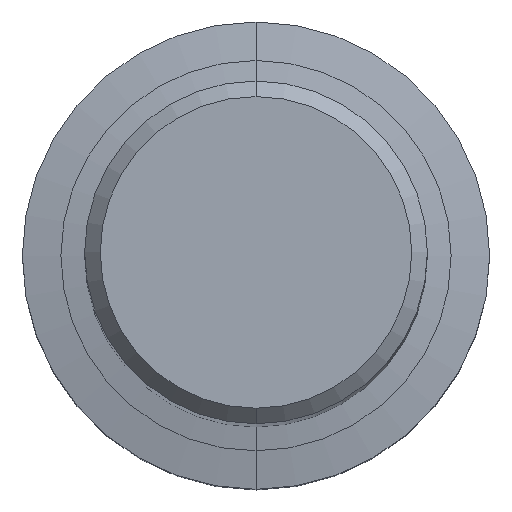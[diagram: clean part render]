
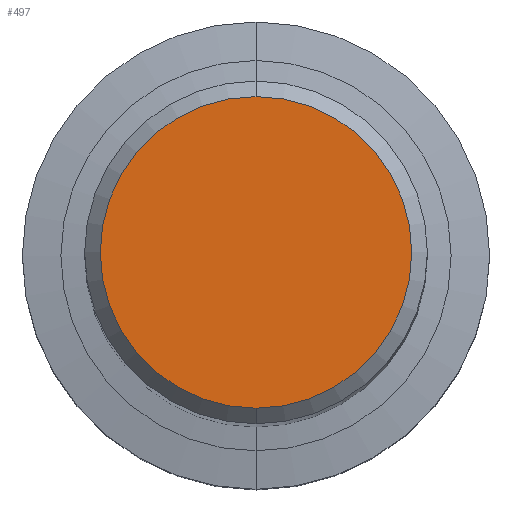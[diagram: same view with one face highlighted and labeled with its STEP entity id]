
A CAD part, top view. The second image highlights one B-rep face of the part: STEP entity #497.
In plain terms, the highlighted planar face has unit normal (0, 0, 1).
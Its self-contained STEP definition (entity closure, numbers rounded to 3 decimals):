
#325=VERTEX_POINT('',#694);
#355=VERTEX_POINT('',#728);
#371=EDGE_CURVE('',#325,#355,#747,.T.);
#493=EDGE_CURVE('',#355,#325,#883,.T.);
#497=ADVANCED_FACE('',(#887),#888,.T.);
#694=CARTESIAN_POINT('',(0.0,10.0,0.0));
#728=CARTESIAN_POINT('',(0.,-10.0,0.0));
#747=CIRCLE('',#1384,10.0);
#883=CIRCLE('',#1656,10.0);
#887=FACE_OUTER_BOUND('',#1660,.T.);
#888=PLANE('',#1661);
#1384=AXIS2_PLACEMENT_3D('',#2041,#2042,#2043);
#1656=AXIS2_PLACEMENT_3D('',#2203,#2204,#2205);
#1660=EDGE_LOOP('',(#2207,#2208));
#1661=AXIS2_PLACEMENT_3D('',#2209,#2210,#2211);
#2041=CARTESIAN_POINT('',(0.0,0.0,0.0));
#2042=DIRECTION('',(0.0,0.0,-1.0));
#2043=DIRECTION('',(0.0,1.0,0.0));
#2203=CARTESIAN_POINT('',(0.0,0.0,0.0));
#2204=DIRECTION('',(0.0,0.0,-1.0));
#2205=DIRECTION('',(0.0,1.0,0.0));
#2207=ORIENTED_EDGE('',*,*,#371,.F.);
#2208=ORIENTED_EDGE('',*,*,#493,.F.);
#2209=CARTESIAN_POINT('',(0.0,5.0,0.0));
#2210=DIRECTION('',(-0.0,0.0,1.0));
#2211=DIRECTION('',(0.0,-1.0,0.0));
